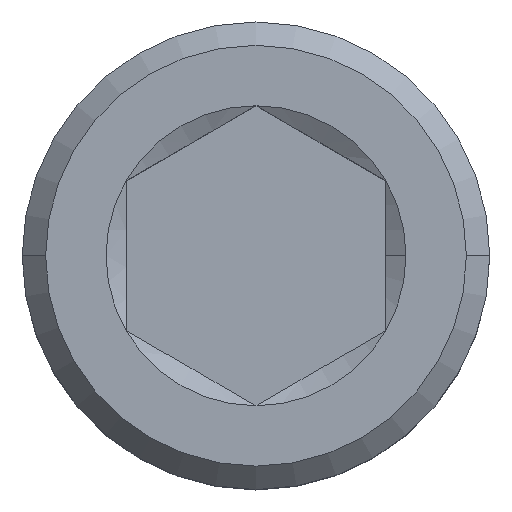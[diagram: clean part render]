
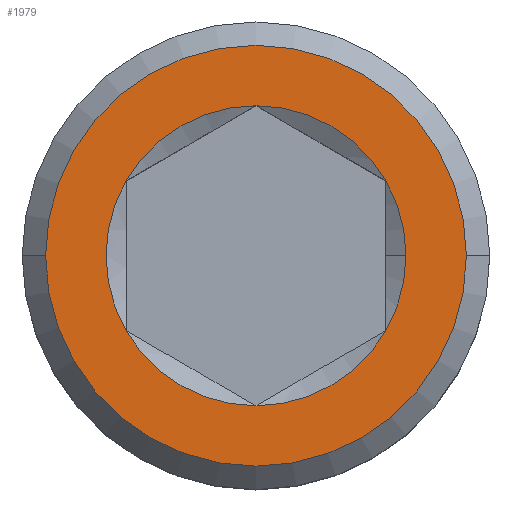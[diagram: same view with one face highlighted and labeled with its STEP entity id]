
A CAD part, top view. The second image highlights one B-rep face of the part: STEP entity #1979.
In plain terms, the highlighted planar face has unit normal (0, 0, 1).
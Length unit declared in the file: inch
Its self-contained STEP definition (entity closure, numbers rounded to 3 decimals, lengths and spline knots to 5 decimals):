
#21 = CARTESIAN_POINT ( 'NONE',  ( 0., 0., 0.168 ) ) ;
#41 = ORIENTED_EDGE ( 'NONE', *, *, #2746, .T. ) ;
#77 = EDGE_CURVE ( 'NONE', #1380, #1889, #780, .T. ) ;
#88 = DIRECTION ( 'NONE',  ( 0., 0., 1. ) ) ;
#172 = AXIS2_PLACEMENT_3D ( 'NONE', #1682, #1423, #2272 ) ;
#184 = FACE_OUTER_BOUND ( 'NONE', #2472, .T. ) ;
#260 = EDGE_CURVE ( 'NONE', #1889, #932, #663, .T. ) ;
#354 = FACE_BOUND ( 'NONE', #1042, .T. ) ;
#381 = DIRECTION ( 'NONE',  ( 1., 0., 0. ) ) ;
#384 = VERTEX_POINT ( 'NONE', #2713 ) ;
#440 = CARTESIAN_POINT ( 'NONE',  ( 0.03906, 0.02255, 0.168 ) ) ;
#586 = ORIENTED_EDGE ( 'NONE', *, *, #2337, .T. ) ;
#603 = AXIS2_PLACEMENT_3D ( 'NONE', #2884, #88, #3028 ) ;
#613 = DIRECTION ( 'NONE',  ( 0., 0., 1. ) ) ;
#663 = CIRCLE ( 'NONE', #1488, 0.04511 ) ;
#677 = EDGE_CURVE ( 'NONE', #2084, #384, #2257, .T. ) ;
#689 = CARTESIAN_POINT ( 'NONE',  ( 0.06328, 0., 0.168 ) ) ;
#765 = CARTESIAN_POINT ( 'NONE',  ( 0., 0.07031, 0.168 ) ) ;
#780 = CIRCLE ( 'NONE', #1245, 0.04511 ) ;
#783 = CIRCLE ( 'NONE', #3197, 0.04511 ) ;
#798 = DIRECTION ( 'NONE',  ( 1., 0., 0. ) ) ;
#856 = CARTESIAN_POINT ( 'NONE',  ( 0., 0., 0.168 ) ) ;
#863 = CIRCLE ( 'NONE', #172, 0.04511 ) ;
#913 = AXIS2_PLACEMENT_3D ( 'NONE', #856, #613, #1160 ) ;
#932 = VERTEX_POINT ( 'NONE', #3537 ) ;
#1007 = AXIS2_PLACEMENT_3D ( 'NONE', #765, #1033, #1862 ) ;
#1012 = ORIENTED_EDGE ( 'NONE', *, *, #677, .F. ) ;
#1033 = DIRECTION ( 'NONE',  ( 0., 0., 1. ) ) ;
#1042 = EDGE_LOOP ( 'NONE', ( #1012, #1973, #2624, #2140, #2830, #1932, #2292 ) ) ;
#1160 = DIRECTION ( 'NONE',  ( 1., 0., 0. ) ) ;
#1245 = AXIS2_PLACEMENT_3D ( 'NONE', #1617, #1353, #3300 ) ;
#1248 = CIRCLE ( 'NONE', #603, 0.06328 ) ;
#1267 = EDGE_CURVE ( 'NONE', #932, #2084, #3490, .T. ) ;
#1353 = DIRECTION ( 'NONE',  ( 0., 0., 1. ) ) ;
#1365 = CARTESIAN_POINT ( 'NONE',  ( -0.03906, -0.02255, 0.168 ) ) ;
#1380 = VERTEX_POINT ( 'NONE', #1607 ) ;
#1387 = DIRECTION ( 'NONE',  ( 0., 0., 1. ) ) ;
#1423 = DIRECTION ( 'NONE',  ( 0., 0., 1. ) ) ;
#1443 = EDGE_CURVE ( 'NONE', #2651, #3096, #2709, .T. ) ;
#1472 = VERTEX_POINT ( 'NONE', #689 ) ;
#1483 = DIRECTION ( 'NONE',  ( 0., 0., 1. ) ) ;
#1488 = AXIS2_PLACEMENT_3D ( 'NONE', #3136, #1483, #381 ) ;
#1607 = CARTESIAN_POINT ( 'NONE',  ( 0., -0.04511, 0.168 ) ) ;
#1617 = CARTESIAN_POINT ( 'NONE',  ( 0., 0., 0.168 ) ) ;
#1620 = CARTESIAN_POINT ( 'NONE',  ( -0.06328, 0., 0.168 ) ) ;
#1630 = DIRECTION ( 'NONE',  ( 0., 0., 1. ) ) ;
#1682 = CARTESIAN_POINT ( 'NONE',  ( 0., 0., 0.168 ) ) ;
#1862 = DIRECTION ( 'NONE',  ( 1., 0., 0. ) ) ;
#1889 = VERTEX_POINT ( 'NONE', #3200 ) ;
#1898 = DIRECTION ( 'NONE',  ( 1., 0., 0. ) ) ;
#1932 = ORIENTED_EDGE ( 'NONE', *, *, #1443, .F. ) ;
#1973 = ORIENTED_EDGE ( 'NONE', *, *, #1267, .F. ) ;
#1979 = ADVANCED_FACE ( 'NONE', ( #184, #354 ), #2703, .T. ) ;
#2084 = VERTEX_POINT ( 'NONE', #440 ) ;
#2140 = ORIENTED_EDGE ( 'NONE', *, *, #77, .F. ) ;
#2182 = AXIS2_PLACEMENT_3D ( 'NONE', #2590, #2638, #2898 ) ;
#2221 = VERTEX_POINT ( 'NONE', #1620 ) ;
#2231 = CARTESIAN_POINT ( 'NONE',  ( 0., 0., 0.168 ) ) ;
#2257 = CIRCLE ( 'NONE', #2753, 0.04511 ) ;
#2258 = CIRCLE ( 'NONE', #2887, 0.06328 ) ;
#2272 = DIRECTION ( 'NONE',  ( 1., 0., 0. ) ) ;
#2291 = CARTESIAN_POINT ( 'NONE',  ( -0.03906, 0.02255, 0.168 ) ) ;
#2292 = ORIENTED_EDGE ( 'NONE', *, *, #3143, .F. ) ;
#2337 = EDGE_CURVE ( 'NONE', #1472, #2221, #2258, .T. ) ;
#2373 = CARTESIAN_POINT ( 'NONE',  ( 0., 0., 0.168 ) ) ;
#2386 = DIRECTION ( 'NONE',  ( 0., 0., 1. ) ) ;
#2472 = EDGE_LOOP ( 'NONE', ( #41, #586 ) ) ;
#2512 = EDGE_CURVE ( 'NONE', #3096, #1380, #863, .T. ) ;
#2590 = CARTESIAN_POINT ( 'NONE',  ( 0., 0., 0.168 ) ) ;
#2624 = ORIENTED_EDGE ( 'NONE', *, *, #260, .F. ) ;
#2638 = DIRECTION ( 'NONE',  ( 0., 0., 1. ) ) ;
#2651 = VERTEX_POINT ( 'NONE', #2291 ) ;
#2703 = PLANE ( 'NONE',  #1007 ) ;
#2709 = CIRCLE ( 'NONE', #2182, 0.04511 ) ;
#2713 = CARTESIAN_POINT ( 'NONE',  ( 0., 0.04511, 0.168 ) ) ;
#2746 = EDGE_CURVE ( 'NONE', #2221, #1472, #1248, .T. ) ;
#2753 = AXIS2_PLACEMENT_3D ( 'NONE', #2373, #2386, #3503 ) ;
#2830 = ORIENTED_EDGE ( 'NONE', *, *, #2512, .F. ) ;
#2884 = CARTESIAN_POINT ( 'NONE',  ( 0., 0., 0.168 ) ) ;
#2887 = AXIS2_PLACEMENT_3D ( 'NONE', #2231, #1387, #798 ) ;
#2898 = DIRECTION ( 'NONE',  ( 1., 0., 0. ) ) ;
#3028 = DIRECTION ( 'NONE',  ( 1., 0., 0. ) ) ;
#3096 = VERTEX_POINT ( 'NONE', #1365 ) ;
#3136 = CARTESIAN_POINT ( 'NONE',  ( 0., 0., 0.168 ) ) ;
#3143 = EDGE_CURVE ( 'NONE', #384, #2651, #783, .T. ) ;
#3197 = AXIS2_PLACEMENT_3D ( 'NONE', #21, #1630, #1898 ) ;
#3200 = CARTESIAN_POINT ( 'NONE',  ( 0.03906, -0.02255, 0.168 ) ) ;
#3300 = DIRECTION ( 'NONE',  ( 1., 0., 0. ) ) ;
#3490 = CIRCLE ( 'NONE', #913, 0.04511 ) ;
#3503 = DIRECTION ( 'NONE',  ( 1., 0., 0. ) ) ;
#3537 = CARTESIAN_POINT ( 'NONE',  ( 0.04511, 0., 0.168 ) ) ;
